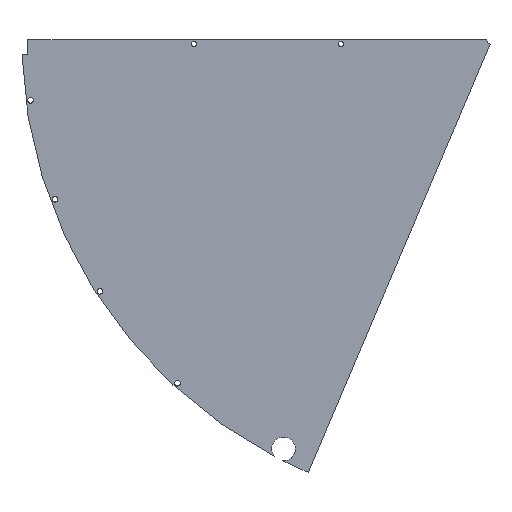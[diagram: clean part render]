
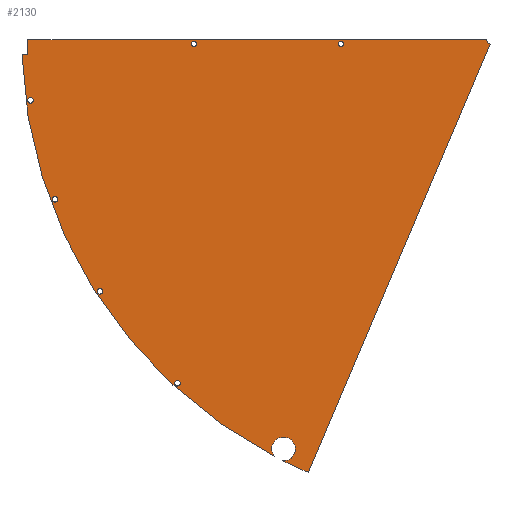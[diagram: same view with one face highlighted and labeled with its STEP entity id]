
A CAD part, left-side view. The second image highlights one B-rep face of the part: STEP entity #2130.
In plain terms, the highlighted face is planar.
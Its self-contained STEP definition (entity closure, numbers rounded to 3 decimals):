
#120=CARTESIAN_POINT('',(-8.,520.775,-4.875));
#130=VERTEX_POINT('',#120);
#160=CARTESIAN_POINT('',(-8.,520.775,-14.525));
#170=DIRECTION('',(1.,0.,-0.));
#180=DIRECTION('',(0.,0.,1.));
#190=AXIS2_PLACEMENT_3D('',#160,#170,#180);
#200=CIRCLE('',#190,9.65);
#210=CARTESIAN_POINT('',(-8.,520.775,-24.175));
#220=VERTEX_POINT('',#210);
#230=EDGE_CURVE('',#130,#220,#200,.T.);
#500=CARTESIAN_POINT('',(-8.,0.,0.));
#510=DIRECTION('',(-1.,0.,0.));
#520=DIRECTION('',(0.,-1.,0.));
#530=AXIS2_PLACEMENT_3D('',#500,#510,#520);
#540=PLANE('',#530);
#550=CARTESIAN_POINT('',(-8.,632.789,
-1490.758));
#560=DIRECTION('',(0.,-0.391,
0.921));
#570=VECTOR('',#560,1.);
#580=LINE('',#550,#570);
#590=CARTESIAN_POINT('',(-8.,632.789,
-1490.758));
#600=VERTEX_POINT('',#590);
#610=CARTESIAN_POINT('',(-8.,7.033,-16.569));
#620=VERTEX_POINT('',#610);
#630=EDGE_CURVE('',#600,#620,#580,.T.);
#640=ORIENTED_EDGE('',*,*,#630,.T.);
#650=CARTESIAN_POINT('',(-8.,0.,0.));
#660=DIRECTION('',(-1.,0.,-0.));
#670=DIRECTION('',(0.,0.445,-0.896));
#680=AXIS2_PLACEMENT_3D('',#650,#660,#670);
#690=CIRCLE('',#680,1619.5);
#700=CARTESIAN_POINT('',(-8.,720.448,
-1450.426));
#710=VERTEX_POINT('',#700);
#720=EDGE_CURVE('',#710,#600,#690,.T.);
#730=ORIENTED_EDGE('',*,*,#720,.T.);
#740=CARTESIAN_POINT('',(-8.,718.,-1410.));
#750=DIRECTION('',(1.,0.,0.));
#760=DIRECTION('',(0.,0.772,-0.636));
#770=AXIS2_PLACEMENT_3D('',#740,#750,#760);
#780=CIRCLE('',#770,40.5);
#790=CARTESIAN_POINT('',(-8.,718.,-1450.5));
#800=VERTEX_POINT('',#790);
#810=EDGE_CURVE('',#800,#710,#780,.T.);
#820=ORIENTED_EDGE('',*,*,#810,.T.);
#830=CARTESIAN_POINT('',(-8.,718.,-1369.5));
#840=VERTEX_POINT('',#830);
#850=EDGE_CURVE('',#840,#800,#780,.T.);
#860=ORIENTED_EDGE('',*,*,#850,.T.);
#870=CARTESIAN_POINT('',(-8.,749.254,
-1435.757));
#880=VERTEX_POINT('',#870);
#890=EDGE_CURVE('',#880,#840,#780,.T.);
#900=ORIENTED_EDGE('',*,*,#890,.T.);
#910=CARTESIAN_POINT('',(-8.,0.,0.));
#920=DIRECTION('',(-1.,0.,-0.));
#930=DIRECTION('',(0.,1.,-0.031));
#940=AXIS2_PLACEMENT_3D('',#910,#920,#930);
#950=CIRCLE('',#940,1619.5);
#960=CARTESIAN_POINT('',(-8.,1618.712,-50.5));
#970=VERTEX_POINT('',#960);
#980=EDGE_CURVE('',#970,#880,#950,.T.);
#990=ORIENTED_EDGE('',*,*,#980,.T.);
#1000=CARTESIAN_POINT('',(-8.,1618.712,-50.5));
#1010=DIRECTION('',(0.,-1.,0.));
#1020=VECTOR('',#1010,1.);
#1030=LINE('',#1000,#1020);
#1040=CARTESIAN_POINT('',(-8.,1598.2,-50.5));
#1050=VERTEX_POINT('',#1040);
#1060=EDGE_CURVE('',#970,#1050,#1030,.T.);
#1070=ORIENTED_EDGE('',*,*,#1060,.F.);
#1080=CARTESIAN_POINT('',(-8.,1598.2,-50.5));
#1090=DIRECTION('',(0.,0.,1.));
#1100=VECTOR('',#1090,1.);
#1110=LINE('',#1080,#1100);
#1120=CARTESIAN_POINT('',(-8.,1598.2,0.)
);
#1130=VERTEX_POINT('',#1120);
#1140=EDGE_CURVE('',#1050,#1130,#1110,.T.);
#1150=ORIENTED_EDGE('',*,*,#1140,.F.);
#1160=CARTESIAN_POINT('',(-8.,1598.2,0.)
);
#1170=DIRECTION('',(0.,-1.,0.));
#1180=VECTOR('',#1170,1.);
#1190=LINE('',#1160,#1180);
#1200=CARTESIAN_POINT('',(-8.,18.,0.));
#1210=VERTEX_POINT('',#1200);
#1220=EDGE_CURVE('',#1130,#1210,#1190,.T.);
#1230=ORIENTED_EDGE('',*,*,#1220,.F.);
#1240=CARTESIAN_POINT('',(-8.,0.,0.));
#1250=DIRECTION('',(1.,0.,0.));
#1260=DIRECTION('',(0.,0.391,-0.921));
#1270=AXIS2_PLACEMENT_3D('',#1240,#1250,#1260);
#1280=CIRCLE('',#1270,18.);
#1290=EDGE_CURVE('',#620,#1210,#1280,.T.);
#1300=ORIENTED_EDGE('',*,*,#1290,.T.);
#1310=EDGE_LOOP('',(#1300,#1230,#1150,#1070,#990,#900,#860,#820,#730,
#640));
#1320=FACE_OUTER_BOUND('',#1310,.T.);
#1330=EDGE_CURVE('',#220,#130,#200,.T.);
#1340=ORIENTED_EDGE('',*,*,#1330,.T.);
#1350=ORIENTED_EDGE('',*,*,#230,.T.);
#1360=EDGE_LOOP('',(#1350,#1340));
#1370=FACE_BOUND('',#1360,.T.);
#1380=CARTESIAN_POINT('',(-8.,1027.025,-14.525));
#1390=DIRECTION('',(1.,0.,0.));
#1400=DIRECTION('',(0.,-1.,0.));
#1410=AXIS2_PLACEMENT_3D('',#1380,#1390,#1400);
#1420=CIRCLE('',#1410,9.65);
#1430=CARTESIAN_POINT('',(-8.,1027.025,-4.875));
#1440=VERTEX_POINT('',#1430);
#1450=CARTESIAN_POINT('',(-8.,1027.025,-24.175));
#1460=VERTEX_POINT('',#1450);
#1470=EDGE_CURVE('',#1440,#1460,#1420,.T.);
#1480=ORIENTED_EDGE('',*,*,#1470,.T.);
#1490=EDGE_CURVE('',#1460,#1440,#1420,.T.);
#1500=ORIENTED_EDGE('',*,*,#1490,.T.);
#1510=EDGE_LOOP('',(#1500,#1480));
#1520=FACE_BOUND('',#1510,.T.);
#1530=CARTESIAN_POINT('',(-8.,1589.525,-209.381));
#1540=DIRECTION('',(1.,0.,0.));
#1550=DIRECTION('',(0.,-1.,0.));
#1560=AXIS2_PLACEMENT_3D('',#1530,#1540,#1550);
#1570=CIRCLE('',#1560,9.65);
#1580=CARTESIAN_POINT('',(-8.,1589.525,-199.731));
#1590=VERTEX_POINT('',#1580);
#1600=CARTESIAN_POINT('',(-8.,1589.525,-219.031));
#1610=VERTEX_POINT('',#1600);
#1620=EDGE_CURVE('',#1590,#1610,#1570,.T.);
#1630=ORIENTED_EDGE('',*,*,#1620,.T.);
#1640=EDGE_CURVE('',#1610,#1590,#1570,.T.);
#1650=ORIENTED_EDGE('',*,*,#1640,.T.);
#1660=EDGE_LOOP('',(#1650,#1630));
#1670=FACE_BOUND('',#1660,.T.);
#1680=CARTESIAN_POINT('',(-8.,1505.15,-550.378));
#1690=DIRECTION('',(1.,0.,0.));
#1700=DIRECTION('',(0.,-1.,0.));
#1710=AXIS2_PLACEMENT_3D('',#1680,#1690,#1700);
#1720=CIRCLE('',#1710,9.65);
#1730=CARTESIAN_POINT('',(-8.,1505.15,-540.728));
#1740=VERTEX_POINT('',#1730);
#1750=CARTESIAN_POINT('',(-8.,1505.15,-560.028));
#1760=VERTEX_POINT('',#1750);
#1770=EDGE_CURVE('',#1740,#1760,#1720,.T.);
#1780=ORIENTED_EDGE('',*,*,#1770,.T.);
#1790=EDGE_CURVE('',#1760,#1740,#1720,.T.);
#1800=ORIENTED_EDGE('',*,*,#1790,.T.);
#1810=EDGE_LOOP('',(#1800,#1780));
#1820=FACE_BOUND('',#1810,.T.);
#1830=CARTESIAN_POINT('',(-8.,1350.463,-867.019));
#1840=DIRECTION('',(1.,0.,0.));
#1850=DIRECTION('',(0.,-1.,0.));
#1860=AXIS2_PLACEMENT_3D('',#1830,#1840,#1850);
#1870=CIRCLE('',#1860,9.65);
#1880=CARTESIAN_POINT('',(-8.,1350.463,-857.369));
#1890=VERTEX_POINT('',#1880);
#1900=CARTESIAN_POINT('',(-8.,1350.463,-876.669));
#1910=VERTEX_POINT('',#1900);
#1920=EDGE_CURVE('',#1890,#1910,#1870,.T.);
#1930=ORIENTED_EDGE('',*,*,#1920,.T.);
#1940=EDGE_CURVE('',#1910,#1890,#1870,.T.);
#1950=ORIENTED_EDGE('',*,*,#1940,.T.);
#1960=EDGE_LOOP('',(#1950,#1930));
#1970=FACE_BOUND('',#1960,.T.);
#1980=CARTESIAN_POINT('',(-8.,1083.275,-1183.659));
#1990=DIRECTION('',(1.,0.,0.));
#2000=DIRECTION('',(0.,-1.,0.));
#2010=AXIS2_PLACEMENT_3D('',#1980,#1990,#2000);
#2020=CIRCLE('',#2010,9.65);
#2030=CARTESIAN_POINT('',(-8.,1083.275,-1193.309));
#2040=VERTEX_POINT('',#2030);
#2050=CARTESIAN_POINT('',(-8.,1083.275,-1174.009));
#2060=VERTEX_POINT('',#2050);
#2070=EDGE_CURVE('',#2040,#2060,#2020,.T.);
#2080=ORIENTED_EDGE('',*,*,#2070,.T.);
#2090=EDGE_CURVE('',#2060,#2040,#2020,.T.);
#2100=ORIENTED_EDGE('',*,*,#2090,.T.);
#2110=EDGE_LOOP('',(#2100,#2080));
#2120=FACE_BOUND('',#2110,.T.);
#2130=ADVANCED_FACE('',(#1320,#1370,#1520,#1670,#1820,#1970,#2120),#540,
.T.);
